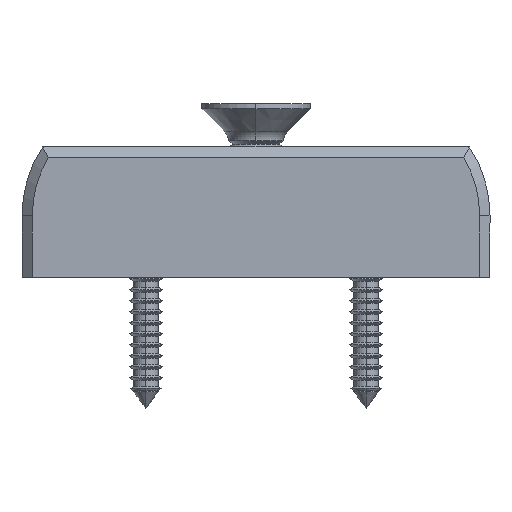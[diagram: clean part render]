
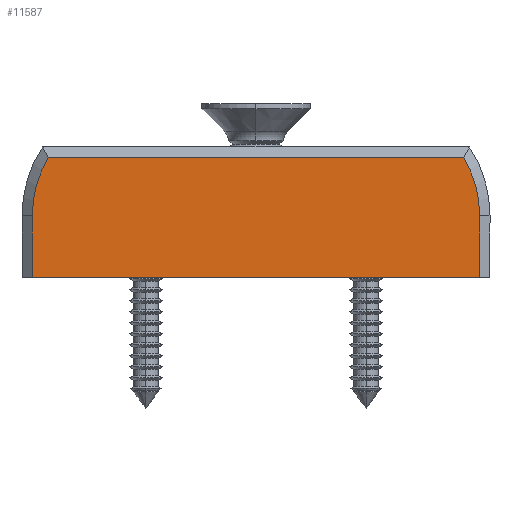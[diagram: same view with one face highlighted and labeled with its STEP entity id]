
A CAD part, left-side view. The second image highlights one B-rep face of the part: STEP entity #11587.
In plain terms, the highlighted planar face has unit normal (-1, 0, 0).
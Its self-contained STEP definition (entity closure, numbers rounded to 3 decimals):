
#38 = VERTEX_POINT ( 'NONE', #2775 ) ;
#1495 = PLANE ( 'NONE',  #6307 ) ;
#1691 = EDGE_LOOP ( 'NONE', ( #18666, #22045, #4537, #23849, #20115, #20026 ) ) ;
#2127 = CARTESIAN_POINT ( 'NONE',  ( -96., 31., 8.495 ) ) ;
#2423 = DIRECTION ( 'NONE',  ( 0., 0., -1. ) ) ;
#2775 = CARTESIAN_POINT ( 'NONE',  ( -96., -32.5, -9. ) ) ;
#3755 = DIRECTION ( 'NONE',  ( -1., 0., 0. ) ) ;
#4022 = CARTESIAN_POINT ( 'NONE',  ( -96., 34., -9. ) ) ;
#4537 = ORIENTED_EDGE ( 'NONE', *, *, #4928, .T. ) ;
#4688 = CARTESIAN_POINT ( 'NONE',  ( -96., 15.85, 0. ) ) ;
#4928 = EDGE_CURVE ( 'NONE', #25575, #38, #16615, .T. ) ;
#5263 = EDGE_CURVE ( 'NONE', #17643, #25099, #14460, .T. ) ;
#6307 = AXIS2_PLACEMENT_3D ( 'NONE', #7874, #3755, #9604 ) ;
#6621 = VECTOR ( 'NONE', #16057, 1000. ) ;
#7874 = CARTESIAN_POINT ( 'NONE',  ( -96., -15.85, 0. ) ) ;
#8541 = DIRECTION ( 'NONE',  ( -1., 0., 0. ) ) ;
#8588 = VECTOR ( 'NONE', #21653, 1000. ) ;
#9604 = DIRECTION ( 'NONE',  ( 0., 0., -1. ) ) ;
#9710 = CARTESIAN_POINT ( 'NONE',  ( -96., -32.5, 0. ) ) ;
#10306 = CARTESIAN_POINT ( 'NONE',  ( -96., -30.17, 8.495 ) ) ;
#10460 = CIRCLE ( 'NONE', #23646, 16.65 ) ;
#11587 = ADVANCED_FACE ( 'NONE', ( #17822 ), #1495, .T. ) ;
#11695 = LINE ( 'NONE', #9710, #8588 ) ;
#12119 = DIRECTION ( 'NONE',  ( 0., -1., 0. ) ) ;
#12517 = CARTESIAN_POINT ( 'NONE',  ( -96., 30.17, 8.495 ) ) ;
#13346 = VERTEX_POINT ( 'NONE', #20197 ) ;
#14094 = VERTEX_POINT ( 'NONE', #12517 ) ;
#14438 = VECTOR ( 'NONE', #12119, 1000. ) ;
#14460 = CIRCLE ( 'NONE', #18312, 16.65 ) ;
#14476 = VECTOR ( 'NONE', #18335, 1000. ) ;
#16057 = DIRECTION ( 'NONE',  ( 0., 0., -1. ) ) ;
#16190 = CARTESIAN_POINT ( 'NONE',  ( -96., 32.5, -9. ) ) ;
#16498 = CARTESIAN_POINT ( 'NONE',  ( -96., 32.5, -9. ) ) ;
#16615 = LINE ( 'NONE', #4022, #14438 ) ;
#17103 = EDGE_CURVE ( 'NONE', #38, #17643, #11695, .T. ) ;
#17643 = VERTEX_POINT ( 'NONE', #18302 ) ;
#17822 = FACE_OUTER_BOUND ( 'NONE', #1691, .T. ) ;
#18056 = DIRECTION ( 'NONE',  ( -1., 0., 0. ) ) ;
#18302 = CARTESIAN_POINT ( 'NONE',  ( -96., -32.5, 0. ) ) ;
#18312 = AXIS2_PLACEMENT_3D ( 'NONE', #20191, #18056, #18333 ) ;
#18333 = DIRECTION ( 'NONE',  ( 0., 0., -1. ) ) ;
#18335 = DIRECTION ( 'NONE',  ( 0., 1., 0. ) ) ;
#18666 = ORIENTED_EDGE ( 'NONE', *, *, #20815, .T. ) ;
#20013 = EDGE_CURVE ( 'NONE', #13346, #25575, #21796, .T. ) ;
#20026 = ORIENTED_EDGE ( 'NONE', *, *, #24367, .T. ) ;
#20115 = ORIENTED_EDGE ( 'NONE', *, *, #5263, .T. ) ;
#20191 = CARTESIAN_POINT ( 'NONE',  ( -96., -15.85, 0. ) ) ;
#20197 = CARTESIAN_POINT ( 'NONE',  ( -96., 32.5, 0. ) ) ;
#20815 = EDGE_CURVE ( 'NONE', #14094, #13346, #10460, .T. ) ;
#21653 = DIRECTION ( 'NONE',  ( 0., 0., 1. ) ) ;
#21796 = LINE ( 'NONE', #16190, #6621 ) ;
#22045 = ORIENTED_EDGE ( 'NONE', *, *, #20013, .T. ) ;
#23646 = AXIS2_PLACEMENT_3D ( 'NONE', #4688, #8541, #2423 ) ;
#23849 = ORIENTED_EDGE ( 'NONE', *, *, #17103, .T. ) ;
#24367 = EDGE_CURVE ( 'NONE', #25099, #14094, #24742, .T. ) ;
#24742 = LINE ( 'NONE', #2127, #14476 ) ;
#25099 = VERTEX_POINT ( 'NONE', #10306 ) ;
#25575 = VERTEX_POINT ( 'NONE', #16498 ) ;
